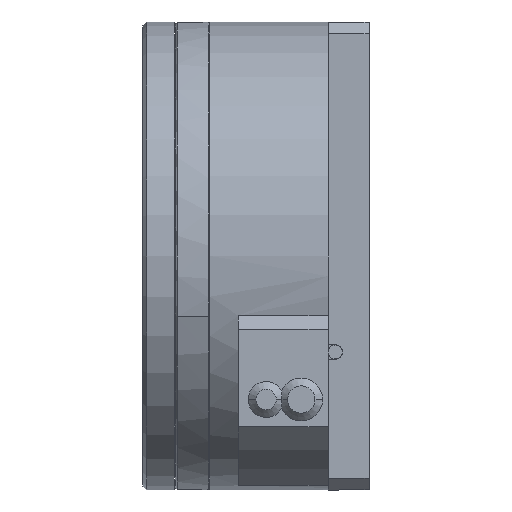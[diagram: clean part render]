
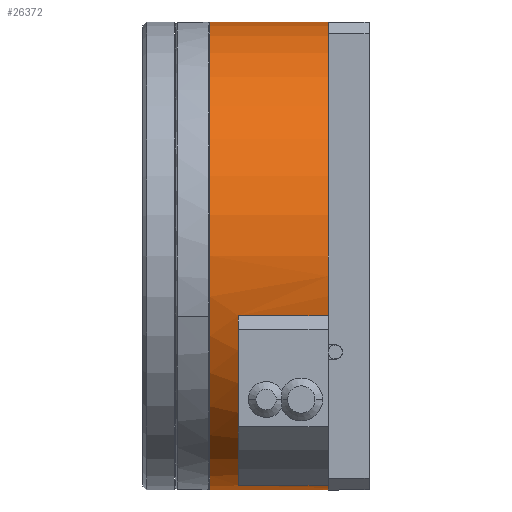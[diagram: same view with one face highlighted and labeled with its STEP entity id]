
A CAD part, left-side view. The second image highlights one B-rep face of the part: STEP entity #26372.
In plain terms, the highlighted cylindrical face has radius 60 mm (diameter 120 mm), a partial arc.
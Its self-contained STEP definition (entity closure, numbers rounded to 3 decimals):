
#136 = CARTESIAN_POINT ( 'NONE',  ( 60., 40.8, -120. ) ) ;
#502 = CARTESIAN_POINT ( 'NONE',  ( 48.06, 40.8, -118.8 ) ) ;
#861 = CARTESIAN_POINT ( 'NONE',  ( 1.995, 10.5, -75.344 ) ) ;
#2408 = ORIENTED_EDGE ( 'NONE', *, *, #30193, .T. ) ;
#2619 = DIRECTION ( 'NONE',  ( 0., -1., 0. ) ) ;
#2723 = CARTESIAN_POINT ( 'NONE',  ( 0., 10.5, -60. ) ) ;
#3142 = VERTEX_POINT ( 'NONE', #23197 ) ;
#4271 = CIRCLE ( 'NONE', #8446, 60. ) ;
#4294 = VERTEX_POINT ( 'NONE', #2723 ) ;
#4443 = ORIENTED_EDGE ( 'NONE', *, *, #16075, .T. ) ;
#4514 = CIRCLE ( 'NONE', #21274, 60. ) ;
#4735 = CARTESIAN_POINT ( 'NONE',  ( 48.06, 10.5, -118.8 ) ) ;
#5414 = CIRCLE ( 'NONE', #15483, 60. ) ;
#5956 = LINE ( 'NONE', #502, #10291 ) ;
#6365 = CARTESIAN_POINT ( 'NONE',  ( 60., 10.5, -60. ) ) ;
#6961 = CYLINDRICAL_SURFACE ( 'NONE', #7697, 60. ) ;
#7697 = AXIS2_PLACEMENT_3D ( 'NONE', #18547, #31127, #26865 ) ;
#8113 = CIRCLE ( 'NONE', #12232, 60. ) ;
#8150 = AXIS2_PLACEMENT_3D ( 'NONE', #21176, #20849, #23234 ) ;
#8446 = AXIS2_PLACEMENT_3D ( 'NONE', #25984, #23934, #28330 ) ;
#8877 = DIRECTION ( 'NONE',  ( 0., 0., -1. ) ) ;
#9032 = DIRECTION ( 'NONE',  ( 0., 1., 0. ) ) ;
#9105 = DIRECTION ( 'NONE',  ( 0., 1., 0. ) ) ;
#9987 = DIRECTION ( 'NONE',  ( 0., 0., -1. ) ) ;
#10028 = EDGE_CURVE ( 'NONE', #22648, #20448, #4514, .T. ) ;
#10225 = CARTESIAN_POINT ( 'NONE',  ( 60., 40.8, -120. ) ) ;
#10291 = VECTOR ( 'NONE', #27775, 1000. ) ;
#10351 = CARTESIAN_POINT ( 'NONE',  ( 60., 40.8, 0. ) ) ;
#10672 = EDGE_CURVE ( 'NONE', #23703, #3142, #29099, .T. ) ;
#10850 = ORIENTED_EDGE ( 'NONE', *, *, #28098, .T. ) ;
#12232 = AXIS2_PLACEMENT_3D ( 'NONE', #25147, #24727, #9987 ) ;
#12519 = CIRCLE ( 'NONE', #8150, 60. ) ;
#12865 = EDGE_LOOP ( 'NONE', ( #20024, #13163, #23538, #30342, #10850, #14430, #2408, #4443, #25300 ) ) ;
#13163 = ORIENTED_EDGE ( 'NONE', *, *, #29039, .T. ) ;
#14430 = ORIENTED_EDGE ( 'NONE', *, *, #24736, .T. ) ;
#14539 = CARTESIAN_POINT ( 'NONE',  ( 60., 10.5, -120. ) ) ;
#15483 = AXIS2_PLACEMENT_3D ( 'NONE', #23759, #9032, #21378 ) ;
#16075 = EDGE_CURVE ( 'NONE', #18656, #4294, #12519, .T. ) ;
#16549 = CARTESIAN_POINT ( 'NONE',  ( 60., 40.8, 0. ) ) ;
#16557 = VERTEX_POINT ( 'NONE', #136 ) ;
#16588 = EDGE_CURVE ( 'NONE', #16557, #22648, #20882, .T. ) ;
#18321 = VECTOR ( 'NONE', #21417, 1000. ) ;
#18547 = CARTESIAN_POINT ( 'NONE',  ( 60., 40.8, -60. ) ) ;
#18555 = VECTOR ( 'NONE', #22366, 1000. ) ;
#18656 = VERTEX_POINT ( 'NONE', #861 ) ;
#20024 = ORIENTED_EDGE ( 'NONE', *, *, #10672, .F. ) ;
#20448 = VERTEX_POINT ( 'NONE', #4735 ) ;
#20849 = DIRECTION ( 'NONE',  ( 0., 1., 0. ) ) ;
#20882 = LINE ( 'NONE', #10225, #18555 ) ;
#21176 = CARTESIAN_POINT ( 'NONE',  ( 60., 10.5, -60. ) ) ;
#21274 = AXIS2_PLACEMENT_3D ( 'NONE', #6365, #9105, #8877 ) ;
#21378 = DIRECTION ( 'NONE',  ( 0., 0., -1. ) ) ;
#21417 = DIRECTION ( 'NONE',  ( 0., -1., 0. ) ) ;
#22366 = DIRECTION ( 'NONE',  ( 0., -1., 0. ) ) ;
#22648 = VERTEX_POINT ( 'NONE', #14539 ) ;
#22773 = FACE_OUTER_BOUND ( 'NONE', #12865, .T. ) ;
#23197 = CARTESIAN_POINT ( 'NONE',  ( 60., 10.5, 0. ) ) ;
#23234 = DIRECTION ( 'NONE',  ( 0., 0., -1. ) ) ;
#23538 = ORIENTED_EDGE ( 'NONE', *, *, #16588, .T. ) ;
#23703 = VERTEX_POINT ( 'NONE', #16549 ) ;
#23759 = CARTESIAN_POINT ( 'NONE',  ( 60., 10.5, -60. ) ) ;
#23934 = DIRECTION ( 'NONE',  ( 0., 1., 0. ) ) ;
#24727 = DIRECTION ( 'NONE',  ( 0., -1., 0. ) ) ;
#24736 = EDGE_CURVE ( 'NONE', #31670, #31368, #4271, .T. ) ;
#25147 = CARTESIAN_POINT ( 'NONE',  ( 60., 40.8, -60. ) ) ;
#25300 = ORIENTED_EDGE ( 'NONE', *, *, #26241, .T. ) ;
#25657 = VECTOR ( 'NONE', #2619, 1000. ) ;
#25984 = CARTESIAN_POINT ( 'NONE',  ( 60., 33.5, -60. ) ) ;
#26163 = CARTESIAN_POINT ( 'NONE',  ( 1.995, 40.8, -75.344 ) ) ;
#26241 = EDGE_CURVE ( 'NONE', #4294, #3142, #5414, .T. ) ;
#26372 = ADVANCED_FACE ( 'NONE', ( #22773 ), #6961, .T. ) ;
#26865 = DIRECTION ( 'NONE',  ( 0., 0., -1. ) ) ;
#27229 = LINE ( 'NONE', #26163, #18321 ) ;
#27775 = DIRECTION ( 'NONE',  ( 0., 1., 0. ) ) ;
#27874 = CARTESIAN_POINT ( 'NONE',  ( 1.995, 33.5, -75.344 ) ) ;
#28098 = EDGE_CURVE ( 'NONE', #20448, #31670, #5956, .T. ) ;
#28330 = DIRECTION ( 'NONE',  ( 0., 0., -1. ) ) ;
#29039 = EDGE_CURVE ( 'NONE', #23703, #16557, #8113, .T. ) ;
#29099 = LINE ( 'NONE', #10351, #25657 ) ;
#30193 = EDGE_CURVE ( 'NONE', #31368, #18656, #27229, .T. ) ;
#30342 = ORIENTED_EDGE ( 'NONE', *, *, #10028, .T. ) ;
#31127 = DIRECTION ( 'NONE',  ( 0., -1., 0. ) ) ;
#31368 = VERTEX_POINT ( 'NONE', #27874 ) ;
#31670 = VERTEX_POINT ( 'NONE', #31784 ) ;
#31784 = CARTESIAN_POINT ( 'NONE',  ( 48.06, 33.5, -118.8 ) ) ;
